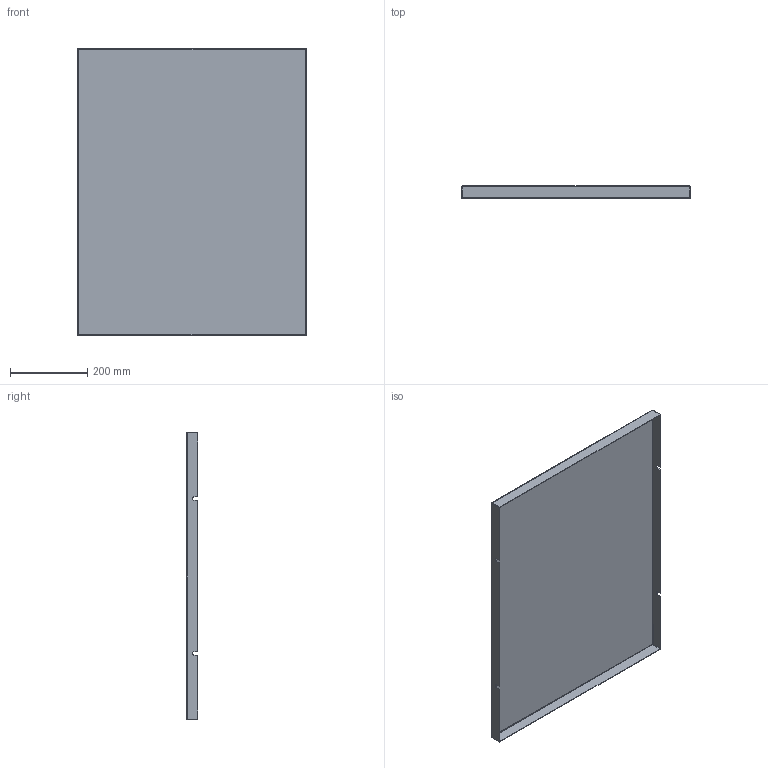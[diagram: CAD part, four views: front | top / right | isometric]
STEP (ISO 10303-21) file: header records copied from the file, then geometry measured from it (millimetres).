
FILE_DESCRIPTION(('STEP AP214'),'2;1');
FILE_NAME('KSDKSD171005A-01-03-154.stp','2020-03-28T17:51:54',(''),(''),'2014.1.117','THINKDESIGN','');
FILE_SCHEMA(('AUTOMOTIVE_DESIGN'));
Length unit declared in the file: millimetre
Products named in the file (1): top
Bounding box: 590 x 30 x 742.5 mm (x, y, z)
Volume: 767178.5 mm3; surface area: 1027395.1 mm2
Topology: 1 solids, 1 shells, 54 faces, 124 edges, 72 vertices
Faces by surface type: plane 34, cylinder 12, bspline 8
Entity records: 2057 total; most frequent: CARTESIAN_POINT 419, ORIENTED_EDGE 248, DIRECTION 210, EDGE_CURVE 124, VECTOR 100, LINE 100, VERTEX_POINT 72, AXIS2_PLACEMENT_3D 55
